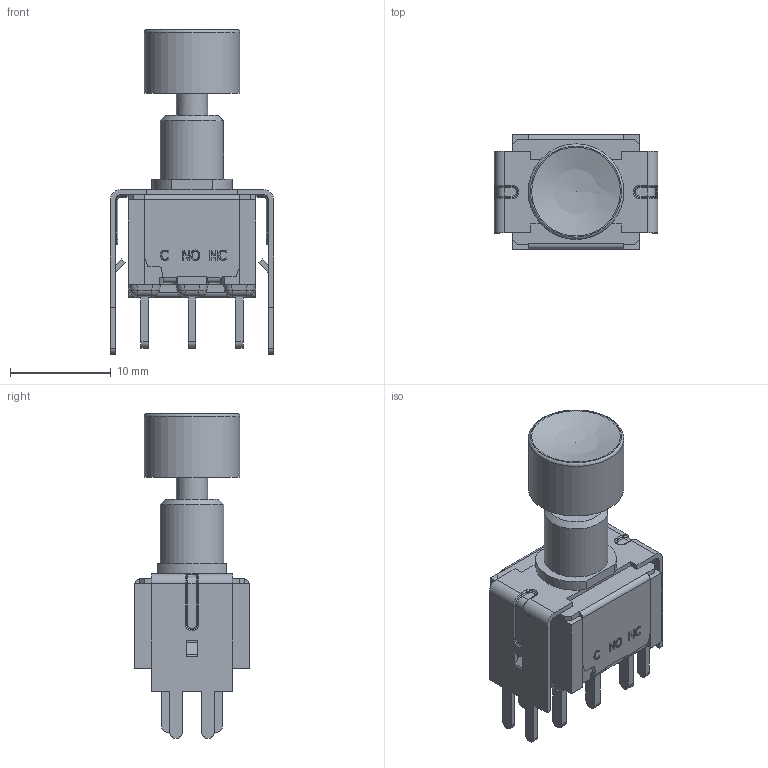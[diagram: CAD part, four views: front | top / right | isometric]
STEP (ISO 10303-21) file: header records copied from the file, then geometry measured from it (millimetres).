
FILE_DESCRIPTION(/* description */ (''),/* implementation_level */ '2;1');
FILE_NAME(/* name */ '700DP7B20VS2xEC2xxx.stp',/* time_stamp */ '2024-10-30T08:24:00-05:00',/* author */ ('jsteinblock'),/* organization */ (''),/* preprocessor_version */ 'ST-DEVELOPER v18.1',/* originating_system */ 'Autodesk Inventor 2022',/* authorisation */ '');
FILE_SCHEMA (('AUTOMOTIVE_DESIGN { 1 0 10303 214 3 1 1 }'));
Length unit declared in the file: inch
Products named in the file (1): 700DP7B20VS2xEC2xxx
Bounding box: 16.26 x 11.43 x 32.29 mm (x, y, z)
Volume: 2064.8 mm3; surface area: 2485.9 mm2
Topology: 2 solids, 5 shells, 585 faces, 1562 edges, 969 vertices
Faces by surface type: plane 282, cylinder 173, bspline 60, torus 36, sphere 25, cone 9
Full cylindrical faces by diameter (mm): 2 x1, 3.1 x2, 4 x2, 5 x1, 7.5 x1, 9.5 x1
Entity records: 18665 total; most frequent: CARTESIAN_POINT 4324, ORIENTED_EDGE 3074, DIRECTION 2861, EDGE_CURVE 1537, VERTEX_POINT 969, AXIS2_PLACEMENT_3D 956, LINE 949, VECTOR 949
